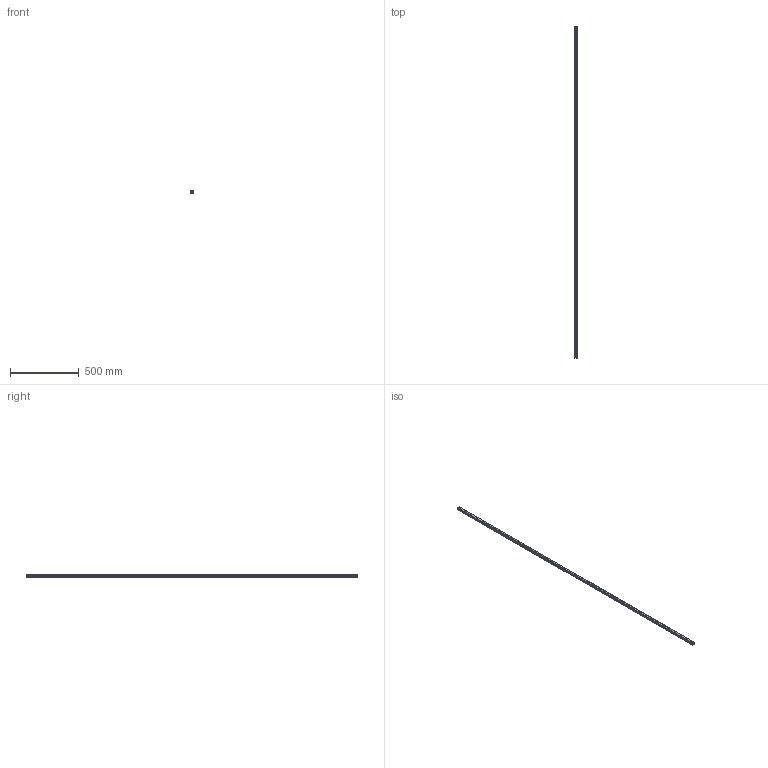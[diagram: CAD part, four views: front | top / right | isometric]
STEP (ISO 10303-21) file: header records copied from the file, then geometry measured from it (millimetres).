
FILE_DESCRIPTION(('STEP AP214'),'1');
FILE_NAME('cctmp_C3414E1C-0B02-4952-86E0-20B247A4D0A9_2020_5_18_11_20_43_115..stp','2020-05-18T09:20:43',('HIWIN GmbH'),('CADClick - www.CADClick.com'),'Spatial InterOp 3D',' ','unknown authorization');
FILE_SCHEMA(('AUTOMOTIVE_DESIGN'));
Length unit declared in the file: millimetre
Products named in the file (1): HGR20R2420H_FILE
Bounding box: 20 x 2420 x 17.5 mm (x, y, z)
Volume: 691323.9 mm3; surface area: 205644.5 mm2
Topology: 1 solids, 1 shells, 476 faces, 1041 edges, 694 vertices
Faces by surface type: cylinder 268, plane 208
Entity records: 17113 total; most frequent: DIRECTION 2531, CARTESIAN_POINT 2212, ORIENTED_EDGE 2082, EDGE_CURVE 1041, AXIS2_PLACEMENT_3D 1013, VERTEX_POINT 694, EDGE_LOOP 603, CIRCLE 536
